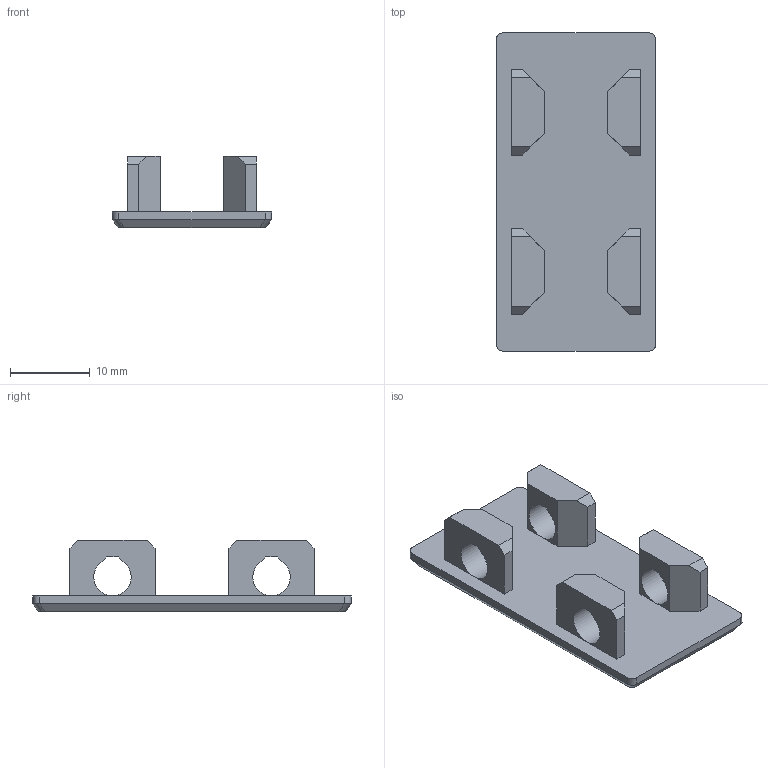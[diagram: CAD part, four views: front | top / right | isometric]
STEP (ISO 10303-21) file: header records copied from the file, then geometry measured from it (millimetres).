
FILE_DESCRIPTION(/* description */ (''),/* implementation_level */ '2;1');
FILE_NAME(/* name */ 'end_cap.step',/* time_stamp */ '2017-11-19T21:22:50+01:00',/* author */ ('gregsaun'),/* organization */ (''),/* preprocessor_version */ 'ST-DEVELOPER v16.13',/* originating_system */ 'Autodesk Translation Framework v6.5.0.72',/* authorisation */ '');
FILE_SCHEMA (('AUTOMOTIVE_DESIGN { 1 0 10303 214 3 1 1 }'));
Length unit declared in the file: millimetre
Products named in the file (1): end_cap
Bounding box: 20 x 40 x 9 mm (x, y, z)
Volume: 2107.9 mm3; surface area: 2717.3 mm2
Topology: 1 solids, 1 shells, 87 faces, 235 edges, 154 vertices
Faces by surface type: plane 66, cylinder 14, bspline 7
Full cylindrical faces by diameter (mm): 1.49 x2
Entity records: 3354 total; most frequent: CARTESIAN_POINT 1112, ORIENTED_EDGE 470, DIRECTION 435, EDGE_CURVE 235, LINE 181, VECTOR 181, VERTEX_POINT 154, AXIS2_PLACEMENT_3D 127
